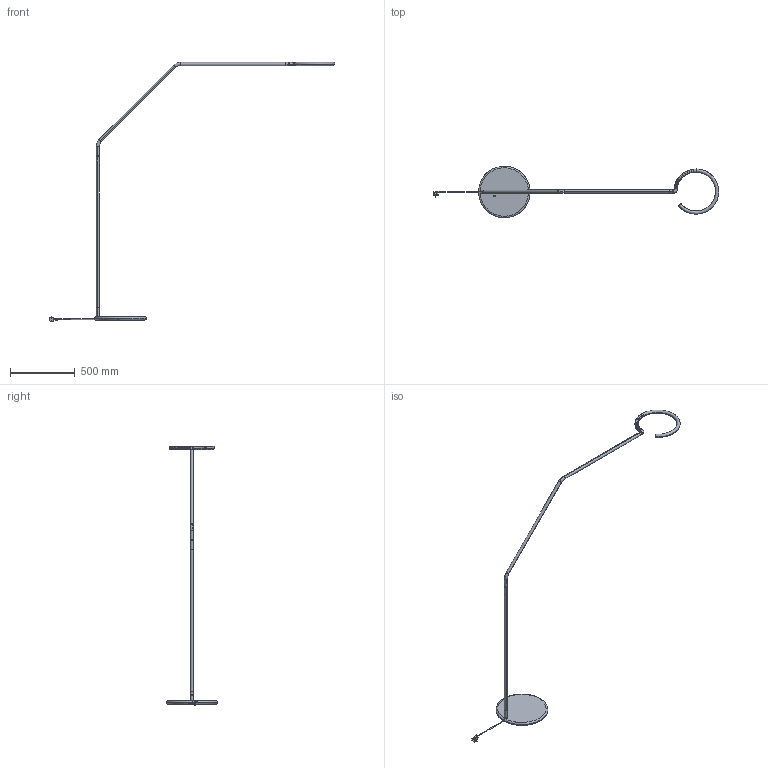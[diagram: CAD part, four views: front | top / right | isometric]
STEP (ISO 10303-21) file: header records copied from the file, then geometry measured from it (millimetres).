
FILE_DESCRIPTION(/* description */ (''),/* implementation_level */ '2;1');
FILE_NAME(/* name */ 'Vien Light Floor',/* time_stamp */ '2022-10-11T11:10:44+02:00',/* author */ (''),/* organization */ (''),/* preprocessor_version */ 'ST-DEVELOPER v16.5',/* originating_system */ 'Rhino 7.22',/* authorisation */ '');
FILE_SCHEMA (('AUTOMOTIVE_DESIGN'));
Length unit declared in the file: millimetre
Products named in the file (1): Document
Bounding box: 2207.91 x 400 x 2006.05 mm (x, y, z)
Volume: 1224316.9 mm3; surface area: 1128778.7 mm2
Topology: 14 solids, 31 shells, 555 faces, 1354 edges, 836 vertices
Faces by surface type: bspline 298, plane 161, cylinder 96
Entity records: 29654 total; most frequent: CARTESIAN_POINT 21531, ORIENTED_EDGE 2631, EDGE_CURVE 1333, VERTEX_POINT 836, EDGE_LOOP 601, ADVANCED_FACE 555, FACE_OUTER_BOUND 555, B_SPLINE_CURVE_WITH_KNOTS 538
